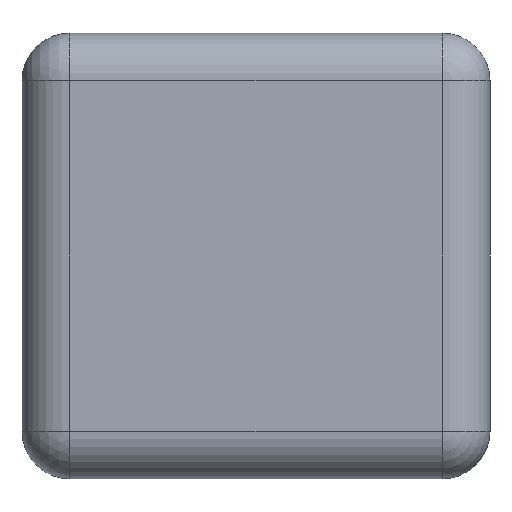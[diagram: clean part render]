
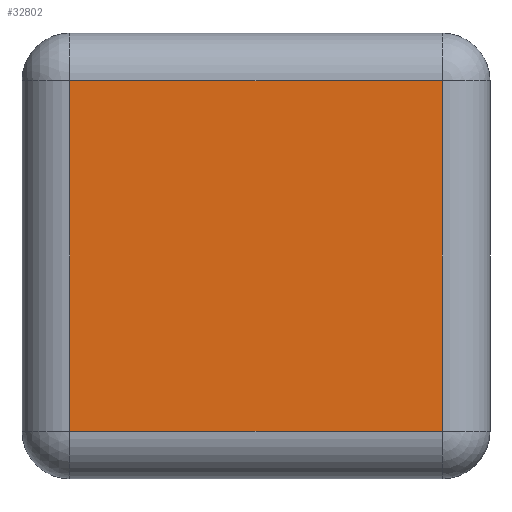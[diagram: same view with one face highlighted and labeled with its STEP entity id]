
A CAD part, front view. The second image highlights one B-rep face of the part: STEP entity #32802.
In plain terms, the highlighted planar face has unit normal (0, -1, 0).
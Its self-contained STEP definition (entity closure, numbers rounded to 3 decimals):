
#456 = ORIENTED_EDGE ( 'NONE', *, *, #18824, .T. ) ;
#1094 = EDGE_CURVE ( 'NONE', #28594, #22653, #26705, .T. ) ;
#1446 = CARTESIAN_POINT ( 'NONE',  ( 0., -203.486, 292.718 ) ) ;
#1930 = ORIENTED_EDGE ( 'NONE', *, *, #25484, .T. ) ;
#4103 = DIRECTION ( 'NONE',  ( 1., 0., 0. ) ) ;
#5500 = DIRECTION ( 'NONE',  ( 0., 0., 1. ) ) ;
#8306 = CARTESIAN_POINT ( 'NONE',  ( 0., -203.486, -292.718 ) ) ;
#9074 = DIRECTION ( 'NONE',  ( 0., 0., -1. ) ) ;
#13811 = LINE ( 'NONE', #50976, #36834 ) ;
#15146 = VECTOR ( 'NONE', #5500, 1000. ) ;
#17977 = PLANE ( 'NONE',  #53683 ) ;
#18654 = VECTOR ( 'NONE', #4103, 1000. ) ;
#18824 = EDGE_CURVE ( 'NONE', #42887, #28594, #46563, .T. ) ;
#19057 = VERTEX_POINT ( 'NONE', #24635 ) ;
#22653 = VERTEX_POINT ( 'NONE', #34636 ) ;
#24295 = EDGE_CURVE ( 'NONE', #19057, #42887, #13811, .T. ) ;
#24635 = CARTESIAN_POINT ( 'NONE',  ( -311.292, -203.486, 292.718 ) ) ;
#25484 = EDGE_CURVE ( 'NONE', #22653, #19057, #44751, .T. ) ;
#25595 = CARTESIAN_POINT ( 'NONE',  ( -311.292, -203.486, -292.718 ) ) ;
#26460 = ORIENTED_EDGE ( 'NONE', *, *, #24295, .T. ) ;
#26705 = LINE ( 'NONE', #43771, #15146 ) ;
#28594 = VERTEX_POINT ( 'NONE', #34149 ) ;
#30244 = DIRECTION ( 'NONE',  ( 0., -1., 0. ) ) ;
#32802 = ADVANCED_FACE ( 'NONE', ( #34440 ), #17977, .T. ) ;
#34149 = CARTESIAN_POINT ( 'NONE',  ( 311.292, -203.486, -292.718 ) ) ;
#34440 = FACE_OUTER_BOUND ( 'NONE', #45230, .T. ) ;
#34636 = CARTESIAN_POINT ( 'NONE',  ( 311.292, -203.486, 292.718 ) ) ;
#34728 = DIRECTION ( 'NONE',  ( 0., 0., -1. ) ) ;
#35720 = ORIENTED_EDGE ( 'NONE', *, *, #1094, .T. ) ;
#36834 = VECTOR ( 'NONE', #34728, 1000. ) ;
#42887 = VERTEX_POINT ( 'NONE', #25595 ) ;
#43771 = CARTESIAN_POINT ( 'NONE',  ( 311.292, -203.486, 0. ) ) ;
#44196 = DIRECTION ( 'NONE',  ( -1., 0., 0. ) ) ;
#44751 = LINE ( 'NONE', #1446, #48083 ) ;
#45230 = EDGE_LOOP ( 'NONE', ( #1930, #26460, #456, #35720 ) ) ;
#46563 = LINE ( 'NONE', #8306, #18654 ) ;
#48083 = VECTOR ( 'NONE', #44196, 1000. ) ;
#50976 = CARTESIAN_POINT ( 'NONE',  ( -311.292, -203.486, 0. ) ) ;
#51493 = CARTESIAN_POINT ( 'NONE',  ( 0., -203.486, 0. ) ) ;
#53683 = AXIS2_PLACEMENT_3D ( 'NONE', #51493, #30244, #9074 ) ;
